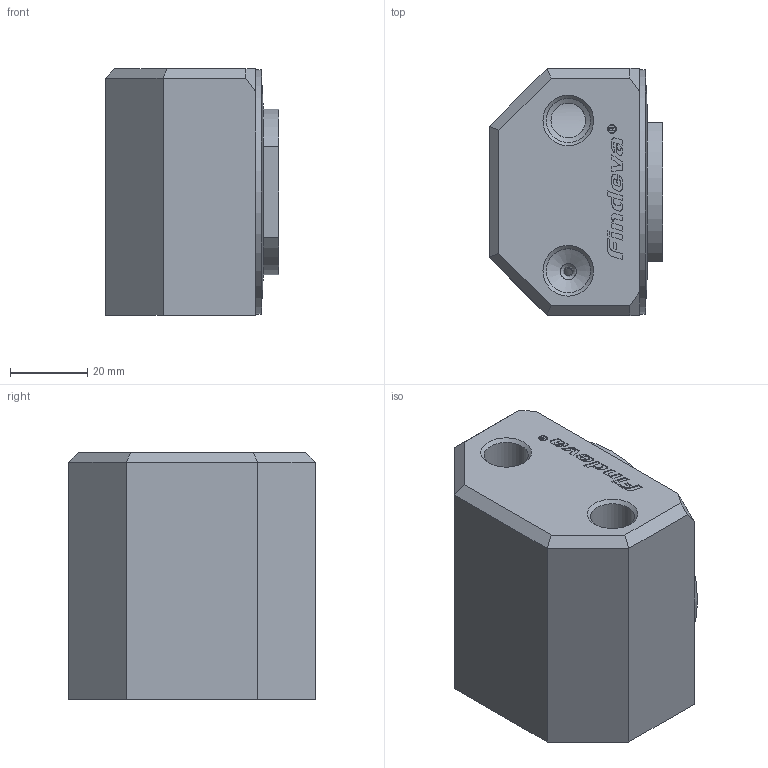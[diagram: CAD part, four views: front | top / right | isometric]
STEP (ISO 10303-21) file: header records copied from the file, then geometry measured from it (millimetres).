
FILE_DESCRIPTION((''),'2;1');
FILE_NAME('8516-00-M.stp','2012-03-29T10:54:56',('Petr'),(''),'Autodesk Inventor 2011','Autodesk Inventor 2011','');
FILE_SCHEMA(('CONFIG_CONTROL_DESIGN'));
Length unit declared in the file: millimetre
Products named in the file (1): 8516-00-M
Bounding box: 45 x 64 x 64 mm (x, y, z)
Volume: 151917.6 mm3; surface area: 19082.9 mm2
Topology: 1 solids, 1 shells, 174 faces, 449 edges, 294 vertices
Faces by surface type: plane 116, cylinder 40, bspline 9, cone 9
Full cylindrical faces by diameter (mm): 2.06 x1, 2.2 x1, 2.29 x1, 6.647 x2, 9 x1, 11.445 x2, 63.5 x1
Entity records: 5417 total; most frequent: CARTESIAN_POINT 1185, ORIENTED_EDGE 848, DIRECTION 816, EDGE_CURVE 424, VECTOR 324, LINE 324, VERTEX_POINT 287, AXIS2_PLACEMENT_3D 246
